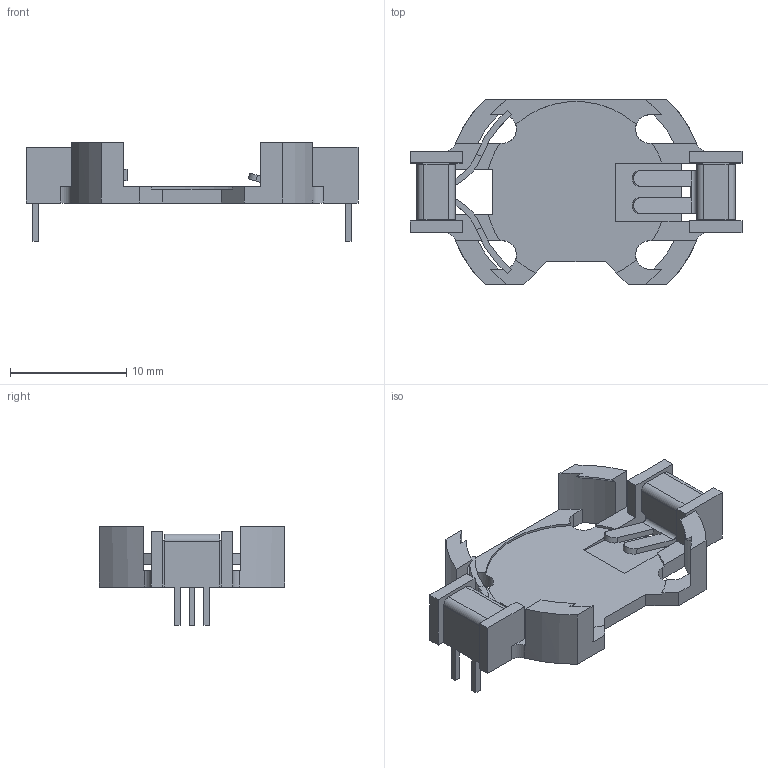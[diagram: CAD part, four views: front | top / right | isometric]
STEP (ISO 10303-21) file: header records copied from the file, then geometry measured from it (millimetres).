
FILE_DESCRIPTION(/* description */ (''),/* implementation_level */ '2;1');
FILE_NAME(/* name */ 'BU2032-1-HD-G.step',/* time_stamp */ '2023-04-26T12:24:42-07:00',/* author */ (''),/* organization */ (''),/* preprocessor_version */ 'ST-DEVELOPER v19.2',/* originating_system */ 'Autodesk Translation Framework v12.4.0.73',/* authorisation */ '');
FILE_SCHEMA (('AUTOMOTIVE_DESIGN { 1 0 10303 214 3 1 1 }'));
Length unit declared in the file: millimetre
Products named in the file (1): BU2032-1
Bounding box: 28.6 x 16 x 8.5 mm (x, y, z)
Volume: 643.3 mm3; surface area: 1507.1 mm2
Topology: 3 solids, 3 shells, 196 faces, 524 edges, 328 vertices
Faces by surface type: plane 143, cylinder 49, cone 4
Entity records: 6083 total; most frequent: CARTESIAN_POINT 1069, ORIENTED_EDGE 1048, DIRECTION 1028, EDGE_CURVE 524, LINE 398, VECTOR 398, VERTEX_POINT 328, AXIS2_PLACEMENT_3D 315
